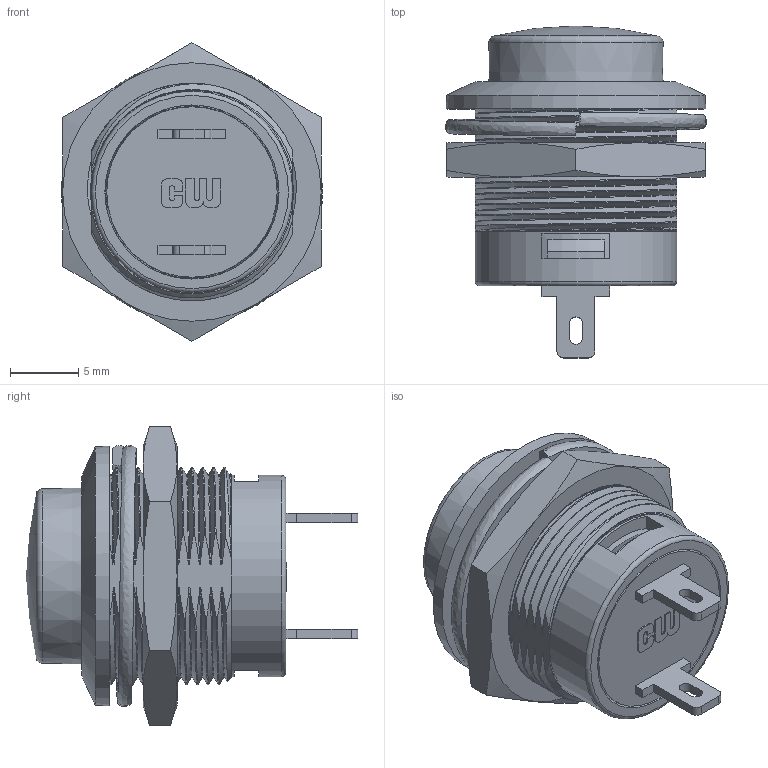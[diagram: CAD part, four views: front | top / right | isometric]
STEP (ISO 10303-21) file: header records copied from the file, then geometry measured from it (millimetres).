
FILE_DESCRIPTION(/* description */ (''),/* implementation_level */ '2;1');
FILE_NAME(/* name */ 'GPB507A05 Model.stp',/* time_stamp */ '2023-02-21T14:43:36-05:00',/* author */ ('dwiltbank'),/* organization */ (''),/* preprocessor_version */ 'ST-DEVELOPER v18.1',/* originating_system */ 'Autodesk Inventor 2022',/* authorisation */ '');
FILE_SCHEMA (('AUTOMOTIVE_DESIGN { 1 0 10303 214 3 1 1 }'));
Length unit declared in the file: inch
Products named in the file (1): GPB507A05_Simplify_1
Bounding box: 19.17 x 24.4 x 21.94 mm (x, y, z)
Volume: 2413.8 mm3; surface area: 4763.2 mm2
Topology: 2 solids, 2 shells, 308 faces, 903 edges, 591 vertices
Faces by surface type: plane 126, cylinder 71, bspline 57, cone 48, sphere 4, torus 2
Full cylindrical faces by diameter (mm): 14.8 x1
Entity records: 13663 total; most frequent: CARTESIAN_POINT 5776, ORIENTED_EDGE 1806, DIRECTION 1273, EDGE_CURVE 903, VERTEX_POINT 591, AXIS2_PLACEMENT_3D 449, LINE 375, VECTOR 375
